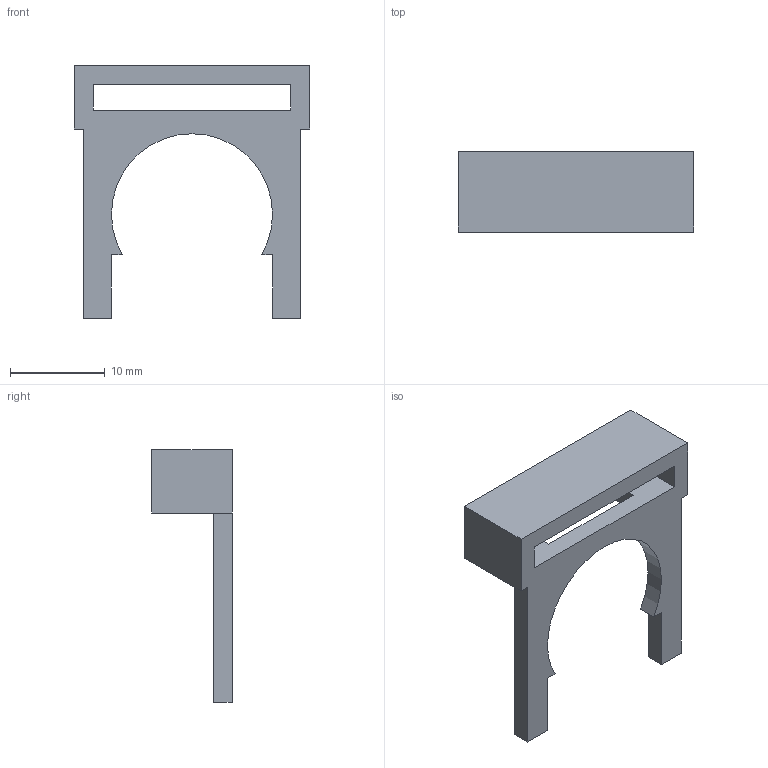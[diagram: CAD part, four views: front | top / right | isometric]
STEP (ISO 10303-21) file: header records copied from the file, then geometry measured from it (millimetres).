
FILE_DESCRIPTION(/* description */ (''),/* implementation_level */ '2;1');
FILE_NAME(/* name */ 'pipette_demo v2.step',/* time_stamp */ '2024-08-01T03:19:32-07:00',/* author */ (''),/* organization */ (''),/* preprocessor_version */ 'ST-DEVELOPER v20',/* originating_system */ 'Autodesk Translation Framework v13.14.0.145',/* authorisation */ '');
FILE_SCHEMA (('AUTOMOTIVE_DESIGN { 1 0 10303 214 3 1 1 }'));
Length unit declared in the file: millimetre
Products named in the file (1): pipette_demo
Bounding box: 24.9 x 8.5 x 26.7 mm (x, y, z)
Volume: 1099.3 mm3; surface area: 1494.8 mm2
Topology: 1 solids, 1 shells, 23 faces, 66 edges, 44 vertices
Faces by surface type: plane 22, cylinder 1
Entity records: 779 total; most frequent: CARTESIAN_POINT 134, ORIENTED_EDGE 132, DIRECTION 116, EDGE_CURVE 66, LINE 64, VECTOR 64, VERTEX_POINT 44, AXIS2_PLACEMENT_3D 26
